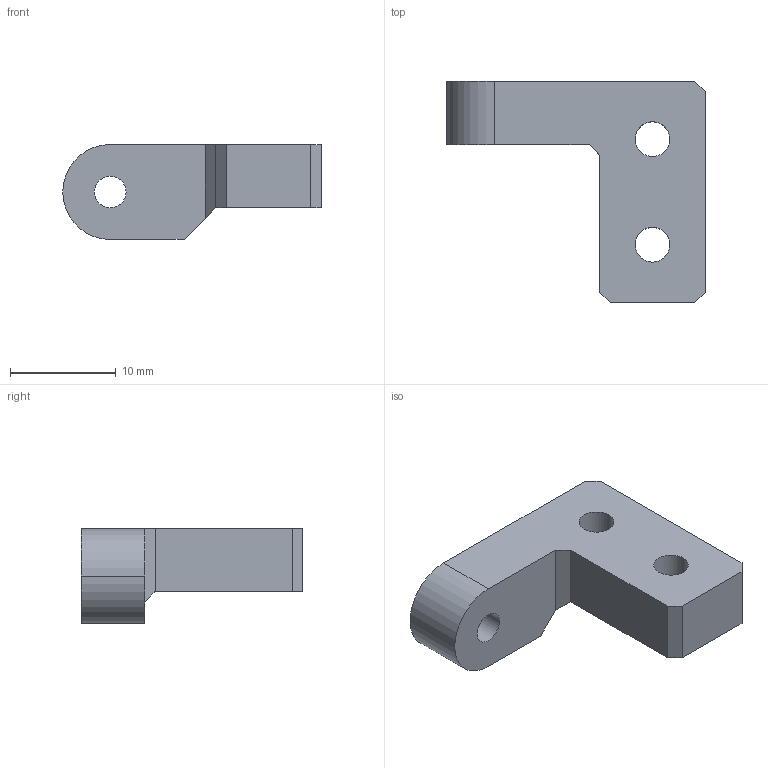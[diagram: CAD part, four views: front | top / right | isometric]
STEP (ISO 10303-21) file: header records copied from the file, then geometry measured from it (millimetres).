
FILE_DESCRIPTION (( 'STEP AP214' ), '1' );
FILE_NAME ('doorHingeP2 GBtTinyMII.STEP', '2023-06-23T14:32:07', ( '' ), ( '' ), 'SwSTEP 2.0', 'SolidWorks 2018', '' );
FILE_SCHEMA (( 'AUTOMOTIVE_DESIGN' ));
Length unit declared in the file: millimetre
Products named in the file (1): doorHingeP2 GBtTinyMII
Bounding box: 24.5 x 21 x 9 mm (x, y, z)
Volume: 1813 mm3; surface area: 1319.9 mm2
Topology: 1 solids, 1 shells, 21 faces, 56 edges, 37 vertices
Faces by surface type: plane 13, cylinder 8
Entity records: 704 total; most frequent: DIRECTION 116, CARTESIAN_POINT 115, ORIENTED_EDGE 112, EDGE_CURVE 56, VECTOR 40, LINE 40, AXIS2_PLACEMENT_3D 38, VERTEX_POINT 37
